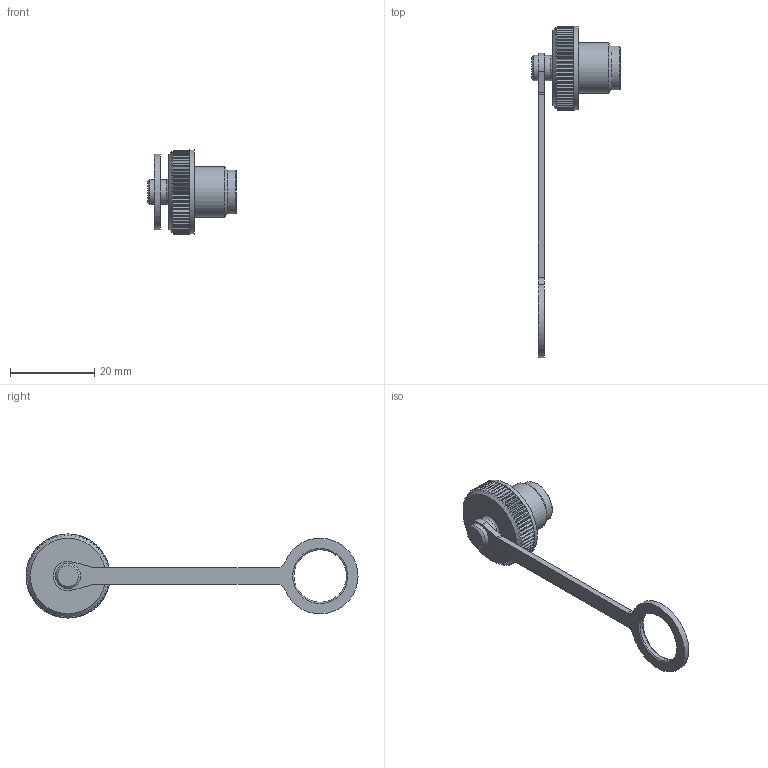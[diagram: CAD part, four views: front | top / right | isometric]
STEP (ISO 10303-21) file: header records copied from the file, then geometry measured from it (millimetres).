
FILE_DESCRIPTION(/* description */ (''),/* implementation_level */ '2;1');
FILE_NAME(/* name */ '08-2677-000-000.stp',/* time_stamp */ '2011-04-21T07:59:52+02:00',/* author */ (''),/* organization */ (''),/* preprocessor_version */ 'ST-DEVELOPER v11',/* originating_system */ 'UGS - NX 5.0',/* authorisation */ '');
FILE_SCHEMA (('CONFIG_CONTROL_DESIGN'));
Length unit declared in the file: millimetre
Products named in the file (1): cerlEE2Bzmqz
Bounding box: 21 x 79 x 20 mm (x, y, z)
Volume: 2797.6 mm3; surface area: 2768 mm2
Topology: 1 solids, 1 shells, 229 faces, 657 edges, 435 vertices
Faces by surface type: plane 206, cylinder 13, cone 6, torus 4
Full cylindrical faces by diameter (mm): 6 x2, 8.3 x1, 10.4 x1, 12 x1, 12.5 x1, 20 x1
Entity records: 7591 total; most frequent: CARTESIAN_POINT 1689, ORIENTED_EDGE 1274, DIRECTION 1131, EDGE_CURVE 637, VERTEX_POINT 432, AXIS2_PLACEMENT_3D 394, LINE 343, VECTOR 343
